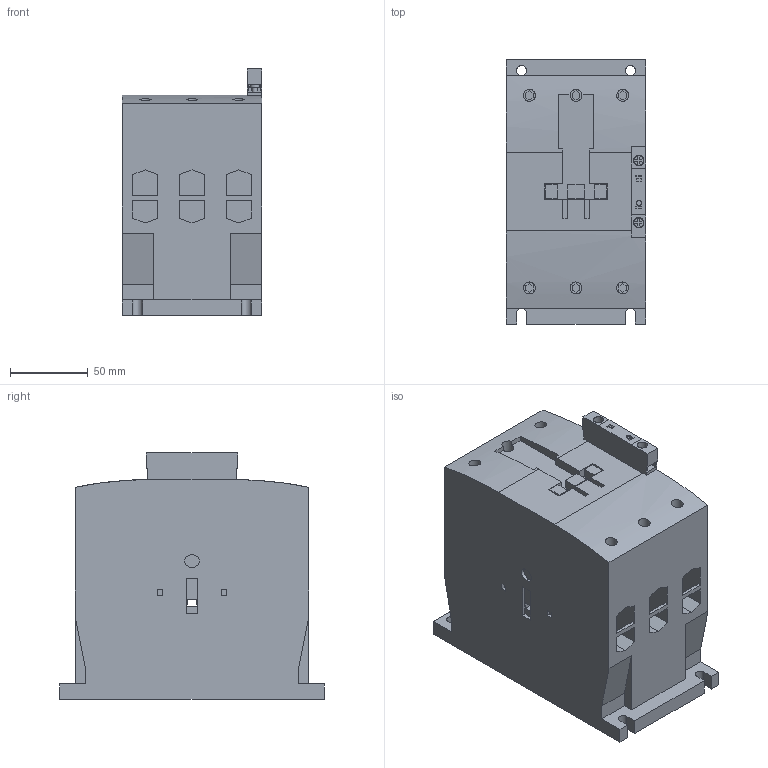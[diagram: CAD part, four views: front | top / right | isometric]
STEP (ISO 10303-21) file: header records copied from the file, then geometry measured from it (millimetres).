
FILE_DESCRIPTION( ( 'STEP AP214' ), '1' );
FILE_NAME( 'dil_m80_170.stp', '2020-07-23T16:13:50', ( '' ), ( '' ), ' ', 'PARTsolutions', ' ' );
FILE_SCHEMA( ( 'AUTOMOTIVE_DESIGN { 1 0 10303 214 1 1 1 1 }' ) );
Length unit declared in the file: millimetre
Products named in the file (1): _239402_(index)
Bounding box: 90 x 170 x 158.8 mm (x, y, z)
Volume: 1810879 mm3; surface area: 126420.2 mm2
Topology: 1 solids, 1 shells, 308 faces, 812 edges, 542 vertices
Faces by surface type: plane 279, cylinder 25, cone 4
Full cylindrical faces by diameter (mm): 3.18 x1, 3.5 x2, 6 x2, 6.5 x2, 6.6 x2, 7.7 x6
Entity records: 12237 total; most frequent: CARTESIAN_POINT 2120, ORIENTED_EDGE 1580, DIRECTION 1457, EDGE_CURVE 790, LINE 725, VECTOR 725, VERTEX_POINT 539, EDGE_LOOP 385
